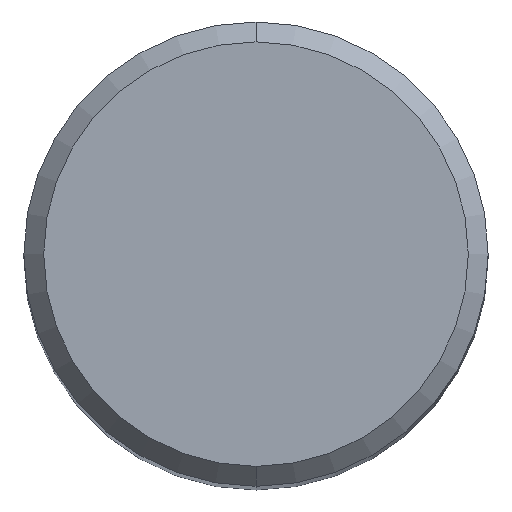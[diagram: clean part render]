
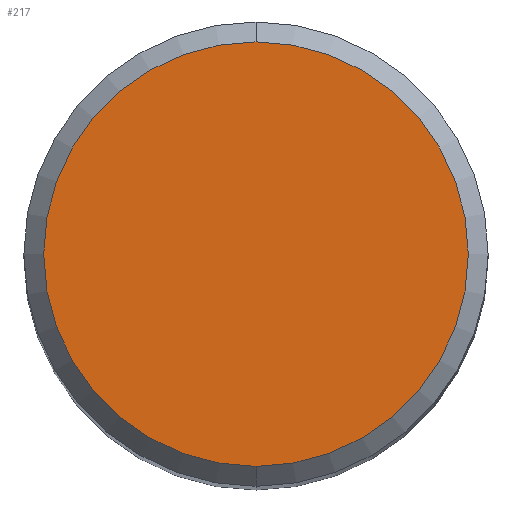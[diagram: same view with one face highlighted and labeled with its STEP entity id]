
A CAD part, top view. The second image highlights one B-rep face of the part: STEP entity #217.
In plain terms, the highlighted planar face has unit normal (0, 0, 1).
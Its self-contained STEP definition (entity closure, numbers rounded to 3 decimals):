
#217=ADVANCED_FACE('',(#529),#530,.T.);
#301=VERTEX_POINT('',#621);
#381=EDGE_CURVE('',#387,#301,#709,.T.);
#387=VERTEX_POINT('',#716);
#411=EDGE_CURVE('',#301,#387,#744,.T.);
#529=FACE_OUTER_BOUND('',#929,.T.);
#530=PLANE('',#930);
#621=CARTESIAN_POINT('',(0.,-6.4,0.0));
#709=CIRCLE('',#1318,6.4);
#716=CARTESIAN_POINT('',(0.0,6.4,0.0));
#744=CIRCLE('',#1360,6.4);
#929=EDGE_LOOP('',(#1561,#1562));
#930=AXIS2_PLACEMENT_3D('',#1563,#1564,#1565);
#1318=AXIS2_PLACEMENT_3D('',#1757,#1758,#1759);
#1360=AXIS2_PLACEMENT_3D('',#1808,#1809,#1810);
#1561=ORIENTED_EDGE('',*,*,#381,.F.);
#1562=ORIENTED_EDGE('',*,*,#411,.F.);
#1563=CARTESIAN_POINT('',(0.0,3.2,0.0));
#1564=DIRECTION('',(-0.0,0.0,1.0));
#1565=DIRECTION('',(0.0,-1.0,0.0));
#1757=CARTESIAN_POINT('',(0.0,0.0,0.0));
#1758=DIRECTION('',(0.0,0.0,-1.0));
#1759=DIRECTION('',(0.0,1.0,0.0));
#1808=CARTESIAN_POINT('',(0.0,0.0,0.0));
#1809=DIRECTION('',(0.0,0.0,-1.0));
#1810=DIRECTION('',(0.0,1.0,0.0));
